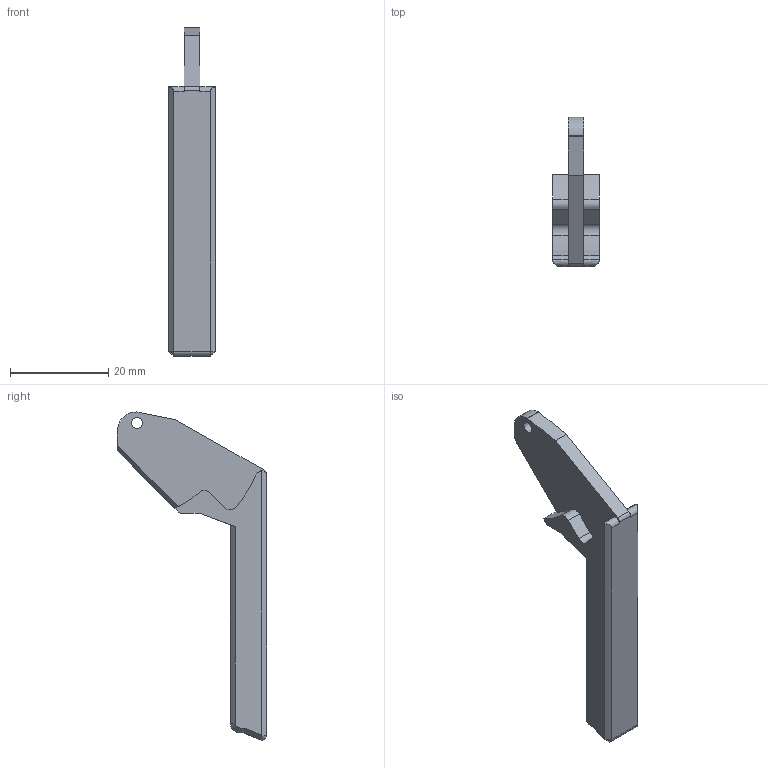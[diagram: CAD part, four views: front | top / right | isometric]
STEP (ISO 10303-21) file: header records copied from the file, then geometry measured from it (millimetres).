
FILE_DESCRIPTION(/* description */ ('Unknown'),/* implementation_level */ '2;1');
FILE_NAME(/* name */ 'TKrelease',/* time_stamp */ '2019-06-26T21:12:50+10:00',/* author */ ('Unknown'),/* organization */ ('Unknown'),/* preprocessor_version */ 'ST-DEVELOPER v16',/* originating_system */ 'DEX',/* authorisation */ $);
FILE_SCHEMA (('AUTOMOTIVE_DESIGN {1 0 10303 214 3 1 1}'));
Length unit declared in the file: millimetre
Products named in the file (1): TKrelease
Bounding box: 9.53 x 30.38 x 66.87 mm (x, y, z)
Volume: 4841.5 mm3; surface area: 2818.3 mm2
Topology: 1 solids, 1 shells, 49 faces, 131 edges, 82 vertices
Faces by surface type: plane 27, cylinder 18, cone 4
Full cylindrical faces by diameter (mm): 2.286 x1
Entity records: 1875 total; most frequent: DIRECTION 270, CARTESIAN_POINT 260, ORIENTED_EDGE 256, EDGE_CURVE 128, AXIS2_PLACEMENT_3D 92, LINE 86, VECTOR 86, VERTEX_POINT 82
